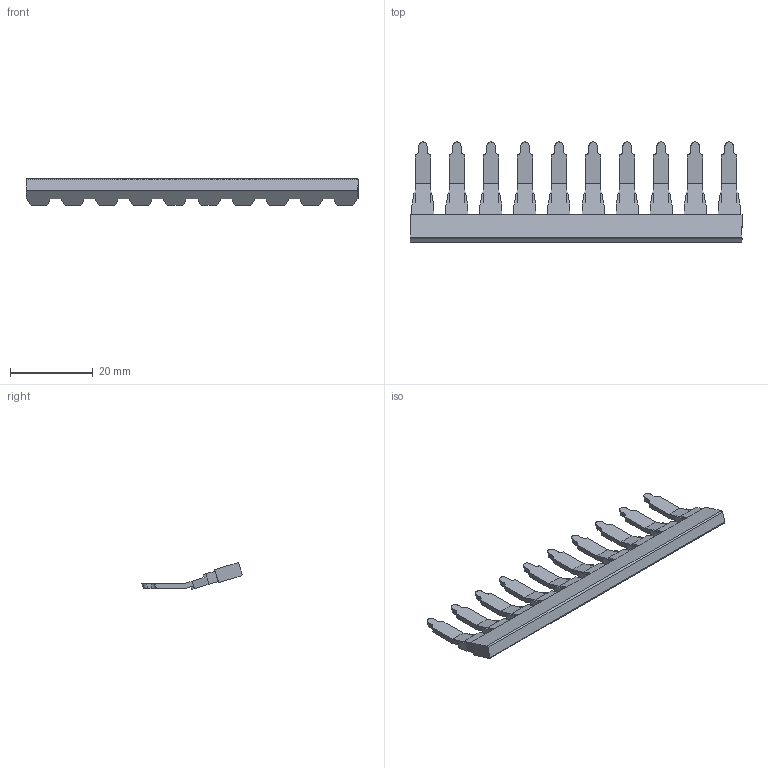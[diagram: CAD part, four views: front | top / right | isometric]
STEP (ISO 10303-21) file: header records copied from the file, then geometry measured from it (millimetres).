
FILE_DESCRIPTION(('Creo Elements/Direct Modeling STEP Export'),'2;1');
FILE_NAME('model.stp','2021-03-01T 7:51:24',(''),(''),'Creo Elements/Direct Modeling STEP processor for AP214 (Solid Model)','Creo Elements/Direct Modeling 20.1D 10-Oct-2020 (C) Parametric Technology GmbH','');
FILE_SCHEMA(('AUTOMOTIVE_DESIGN { 1 0 10303 214 1 1 1 1 }'));
Length unit declared in the file: millimetre
Products named in the file (2): EB_10_8_OG-select
Assembly tree (1 placements, depth 2):
  EB_10_8_OG-select
    EB_10_8_OG-select
Bounding box: 80 x 24.14 x 6.37 mm (x, y, z)
Volume: 2749.6 mm3; surface area: 3419 mm2
Topology: 1 solids, 1 shells, 268 faces, 728 edges, 472 vertices
Faces by surface type: plane 226, cylinder 42
Entity records: 10410 total; most frequent: ORIENTED_EDGE 1456, CARTESIAN_POINT 1455, DIRECTION 1322, EDGE_CURVE 728, VECTOR 644, LINE 644, VERTEX_POINT 472, AXIS2_PLACEMENT_3D 339
